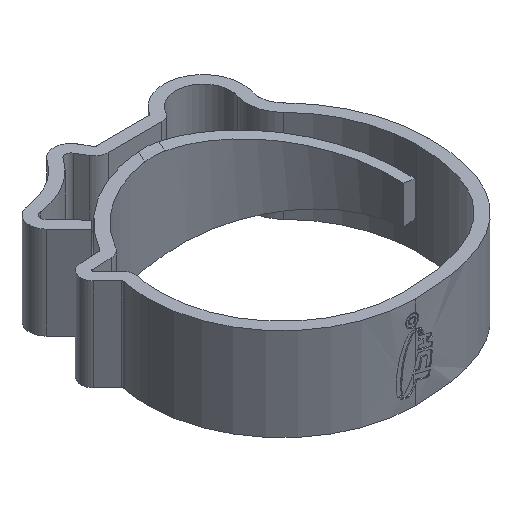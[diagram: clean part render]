
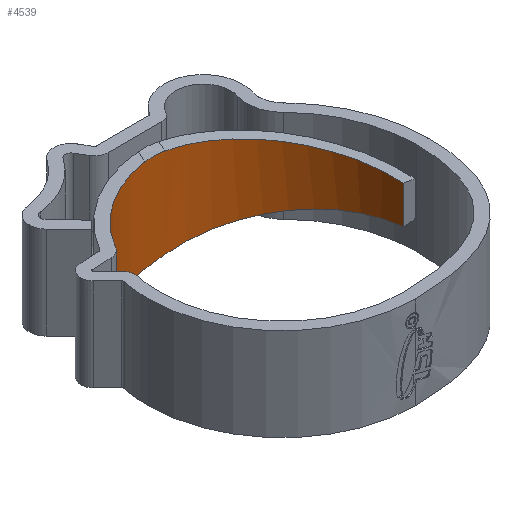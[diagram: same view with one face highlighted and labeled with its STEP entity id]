
A CAD part, isometric view. The second image highlights one B-rep face of the part: STEP entity #4539.
In plain terms, the highlighted cylindrical face has radius 10.5 mm (diameter 21 mm), a partial arc.
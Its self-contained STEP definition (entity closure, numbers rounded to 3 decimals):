
#149 = CYLINDRICAL_SURFACE ( 'NONE', #5316, 10.5 ) ;
#186 = LINE ( 'NONE', #4616, #5515 ) ;
#220 = DIRECTION ( 'NONE',  ( 0., 0., -1. ) ) ;
#247 = AXIS2_PLACEMENT_3D ( 'NONE', #5703, #7618, #1145 ) ;
#358 = CIRCLE ( 'NONE', #757, 10.5 ) ;
#370 =( BOUNDED_CURVE ( )  B_SPLINE_CURVE ( 3, ( #4307, #2467, #418, #6223 ),
 .UNSPECIFIED., .F., .T. ) 
 B_SPLINE_CURVE_WITH_KNOTS ( ( 4, 4 ),
 ( 1.185, 2.719 ),
 .UNSPECIFIED. ) 
 CURVE ( )  GEOMETRIC_REPRESENTATION_ITEM ( )  RATIONAL_B_SPLINE_CURVE ( ( 1., 0.813, 0.813, 1. ) ) 
 REPRESENTATION_ITEM ( '' )  );
#418 = CARTESIAN_POINT ( 'NONE',  ( 10.5, 5.974, -2.051 ) ) ;
#504 = CARTESIAN_POINT ( 'NONE',  ( 0., 0., 4. ) ) ;
#577 = EDGE_LOOP ( 'NONE', ( #2632, #7456, #5157, #4112, #5082, #5444, #8216, #7059 ) ) ;
#588 = CARTESIAN_POINT ( 'NONE',  ( 0.383, 10.493, 3.868 ) ) ;
#688 = FACE_OUTER_BOUND ( 'NONE', #577, .T. ) ;
#757 = AXIS2_PLACEMENT_3D ( 'NONE', #504, #8095, #6264 ) ;
#840 = LINE ( 'NONE', #4609, #4242 ) ;
#891 = CARTESIAN_POINT ( 'NONE',  ( 0.383, 10.493, -3.868 ) ) ;
#952 = EDGE_CURVE ( 'NONE', #5308, #6522, #7508, .T. ) ;
#1145 = DIRECTION ( 'NONE',  ( 1., 0., 0. ) ) ;
#1376 = EDGE_CURVE ( 'NONE', #4667, #7931, #370, .T. ) ;
#1388 = EDGE_CURVE ( 'NONE', #2937, #6654, #358, .T. ) ;
#1400 = DIRECTION ( 'NONE',  ( -1., 0., 0. ) ) ;
#1434 = CARTESIAN_POINT ( 'NONE',  ( -0.221, 10.515, 3.96 ) ) ;
#2028 = CARTESIAN_POINT ( 'NONE',  ( -1.432, 10.402, -4. ) ) ;
#2054 = CARTESIAN_POINT ( 'NONE',  ( -0.826, 10.485, 4. ) ) ;
#2284 = CARTESIAN_POINT ( 'NONE',  ( 10.5, 0., 1.65 ) ) ;
#2467 = CARTESIAN_POINT ( 'NONE',  ( 6.354, 10.275, -2.961 ) ) ;
#2632 = ORIENTED_EDGE ( 'NONE', *, *, #6125, .F. ) ;
#2902 = CARTESIAN_POINT ( 'NONE',  ( -1.432, 10.402, -4. ) ) ;
#2937 = VERTEX_POINT ( 'NONE', #3489 ) ;
#3012 = EDGE_CURVE ( 'NONE', #3118, #4667, #3211, .T. ) ;
#3118 = VERTEX_POINT ( 'NONE', #2902 ) ;
#3146 = CARTESIAN_POINT ( 'NONE',  ( 10.5, 5.974, 2.051 ) ) ;
#3211 = B_SPLINE_CURVE_WITH_KNOTS ( 'NONE', 3,
 ( #2028, #5953, #7862, #891 ),
 .UNSPECIFIED., .F., .F.,
 ( 4, 4 ),
 ( 0., 0.002 ),
 .UNSPECIFIED. ) ;
#3363 = EDGE_CURVE ( 'NONE', #5308, #7931, #840, .T. ) ;
#3452 = CIRCLE ( 'NONE', #247, 10.5 ) ;
#3489 = CARTESIAN_POINT ( 'NONE',  ( -1.432, 10.402, 4. ) ) ;
#4112 = ORIENTED_EDGE ( 'NONE', *, *, #3363, .F. ) ;
#4202 = CARTESIAN_POINT ( 'NONE',  ( 0.383, 10.493, 3.868 ) ) ;
#4242 = VECTOR ( 'NONE', #220, 1000. ) ;
#4307 = CARTESIAN_POINT ( 'NONE',  ( 0.383, 10.493, -3.868 ) ) ;
#4524 = CARTESIAN_POINT ( 'NONE',  ( 10.5, 0., -1.65 ) ) ;
#4539 = ADVANCED_FACE ( 'NONE', ( #688 ), #149, .F. ) ;
#4609 = CARTESIAN_POINT ( 'NONE',  ( 10.5, 0., 4. ) ) ;
#4616 = CARTESIAN_POINT ( 'NONE',  ( -9.067, 5.295, 4. ) ) ;
#4667 = VERTEX_POINT ( 'NONE', #7860 ) ;
#4838 = CARTESIAN_POINT ( 'NONE',  ( 6.354, 10.275, 2.961 ) ) ;
#5082 = ORIENTED_EDGE ( 'NONE', *, *, #952, .T. ) ;
#5157 = ORIENTED_EDGE ( 'NONE', *, *, #1376, .T. ) ;
#5308 = VERTEX_POINT ( 'NONE', #8171 ) ;
#5316 = AXIS2_PLACEMENT_3D ( 'NONE', #7701, #5912, #1400 ) ;
#5444 = ORIENTED_EDGE ( 'NONE', *, *, #7945, .T. ) ;
#5515 = VECTOR ( 'NONE', #7234, 1000. ) ;
#5703 = CARTESIAN_POINT ( 'NONE',  ( 0., 0., -4. ) ) ;
#5742 = B_SPLINE_CURVE_WITH_KNOTS ( 'NONE', 3,
 ( #6441, #1434, #2054, #7141 ),
 .UNSPECIFIED., .F., .F.,
 ( 4, 4 ),
 ( 0., 0.002 ),
 .UNSPECIFIED. ) ;
#5813 = CARTESIAN_POINT ( 'NONE',  ( -9.067, 5.295, 4. ) ) ;
#5912 = DIRECTION ( 'NONE',  ( 0., 0., -1. ) ) ;
#5953 = CARTESIAN_POINT ( 'NONE',  ( -0.826, 10.485, -4. ) ) ;
#6125 = EDGE_CURVE ( 'NONE', #3118, #6891, #3452, .T. ) ;
#6223 = CARTESIAN_POINT ( 'NONE',  ( 10.5, 0., -1.65 ) ) ;
#6264 = DIRECTION ( 'NONE',  ( 1., 0., 0. ) ) ;
#6441 = CARTESIAN_POINT ( 'NONE',  ( 0.383, 10.493, 3.868 ) ) ;
#6522 = VERTEX_POINT ( 'NONE', #588 ) ;
#6654 = VERTEX_POINT ( 'NONE', #5813 ) ;
#6891 = VERTEX_POINT ( 'NONE', #8092 ) ;
#7059 = ORIENTED_EDGE ( 'NONE', *, *, #7447, .T. ) ;
#7141 = CARTESIAN_POINT ( 'NONE',  ( -1.432, 10.402, 4. ) ) ;
#7234 = DIRECTION ( 'NONE',  ( 0., 0., -1. ) ) ;
#7447 = EDGE_CURVE ( 'NONE', #6654, #6891, #186, .T. ) ;
#7456 = ORIENTED_EDGE ( 'NONE', *, *, #3012, .T. ) ;
#7508 =( BOUNDED_CURVE ( )  B_SPLINE_CURVE ( 3, ( #2284, #3146, #4838, #4202 ),
 .UNSPECIFIED., .F., .F. ) 
 B_SPLINE_CURVE_WITH_KNOTS ( ( 4, 4 ),
 ( 0.423, 1.957 ),
 .UNSPECIFIED. ) 
 CURVE ( )  GEOMETRIC_REPRESENTATION_ITEM ( )  RATIONAL_B_SPLINE_CURVE ( ( 1., 0.813, 0.813, 1. ) ) 
 REPRESENTATION_ITEM ( '' )  );
#7618 = DIRECTION ( 'NONE',  ( 0., 0., 1. ) ) ;
#7701 = CARTESIAN_POINT ( 'NONE',  ( 0., 0., 4. ) ) ;
#7860 = CARTESIAN_POINT ( 'NONE',  ( 0.383, 10.493, -3.868 ) ) ;
#7862 = CARTESIAN_POINT ( 'NONE',  ( -0.221, 10.515, -3.96 ) ) ;
#7931 = VERTEX_POINT ( 'NONE', #4524 ) ;
#7945 = EDGE_CURVE ( 'NONE', #6522, #2937, #5742, .T. ) ;
#8092 = CARTESIAN_POINT ( 'NONE',  ( -9.067, 5.295, -4. ) ) ;
#8095 = DIRECTION ( 'NONE',  ( 0., 0., 1. ) ) ;
#8171 = CARTESIAN_POINT ( 'NONE',  ( 10.5, 0., 1.65 ) ) ;
#8216 = ORIENTED_EDGE ( 'NONE', *, *, #1388, .T. ) ;
